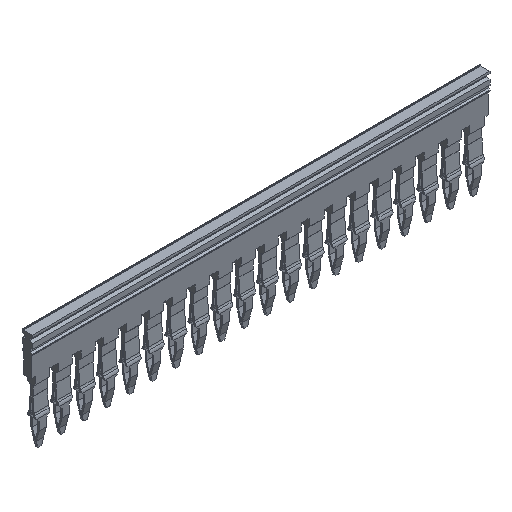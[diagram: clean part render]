
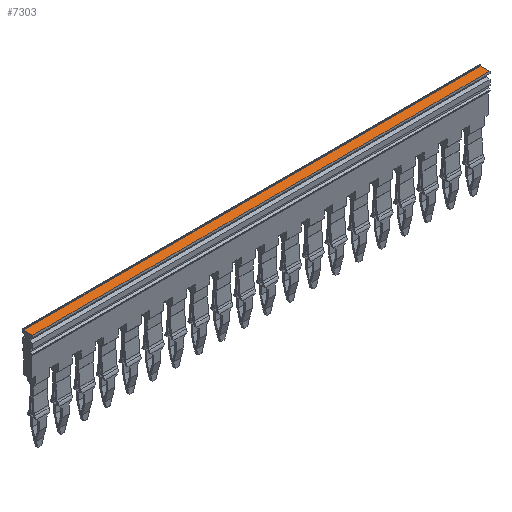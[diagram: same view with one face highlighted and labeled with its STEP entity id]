
A CAD part, isometric view. The second image highlights one B-rep face of the part: STEP entity #7303.
In plain terms, the highlighted planar face has unit normal (0, 0, 1).
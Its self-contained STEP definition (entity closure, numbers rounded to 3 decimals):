
#7271=AXIS2_PLACEMENT_3D('Plane Axis2P3D',#7268,#7269,#7270) ;
#1738=CARTESIAN_POINT('Vertex',(121.98,2.4,27.75)) ;
#1741=CARTESIAN_POINT('Line Origine',(121.98,1.2,27.75)) ;
#1745=CARTESIAN_POINT('Vertex',(121.98,0.,27.75)) ;
#4327=CARTESIAN_POINT('Vertex',(0.,2.4,27.75)) ;
#4330=CARTESIAN_POINT('Line Origine',(60.99,2.4,27.75)) ;
#7096=CARTESIAN_POINT('Line Origine',(57.94,0.,27.75)) ;
#7100=CARTESIAN_POINT('Vertex',(54.89,0.,27.75)) ;
#7102=CARTESIAN_POINT('Vertex',(60.99,0.,27.75)) ;
#7105=CARTESIAN_POINT('Line Origine',(51.84,0.,27.75)) ;
#7109=CARTESIAN_POINT('Vertex',(48.79,0.,27.75)) ;
#7112=CARTESIAN_POINT('Line Origine',(45.74,0.,27.75)) ;
#7116=CARTESIAN_POINT('Vertex',(42.69,0.,27.75)) ;
#7119=CARTESIAN_POINT('Line Origine',(39.64,0.,27.75)) ;
#7123=CARTESIAN_POINT('Vertex',(36.59,0.,27.75)) ;
#7126=CARTESIAN_POINT('Line Origine',(33.54,0.,27.75)) ;
#7130=CARTESIAN_POINT('Vertex',(30.49,0.,27.75)) ;
#7133=CARTESIAN_POINT('Line Origine',(27.44,0.,27.75)) ;
#7137=CARTESIAN_POINT('Vertex',(24.39,0.,27.75)) ;
#7140=CARTESIAN_POINT('Line Origine',(21.34,0.,27.75)) ;
#7144=CARTESIAN_POINT('Vertex',(18.29,0.,27.75)) ;
#7147=CARTESIAN_POINT('Line Origine',(15.24,0.,27.75)) ;
#7151=CARTESIAN_POINT('Vertex',(12.19,0.,27.75)) ;
#7154=CARTESIAN_POINT('Line Origine',(9.14,0.,27.75)) ;
#7158=CARTESIAN_POINT('Vertex',(6.09,0.,27.75)) ;
#7161=CARTESIAN_POINT('Line Origine',(3.045,0.,27.75)) ;
#7165=CARTESIAN_POINT('Vertex',(0.,0.,27.75)) ;
#7173=CARTESIAN_POINT('Line Origine',(118.935,0.,27.75)) ;
#7177=CARTESIAN_POINT('Vertex',(115.89,0.,27.75)) ;
#7180=CARTESIAN_POINT('Line Origine',(112.84,0.,27.75)) ;
#7184=CARTESIAN_POINT('Vertex',(109.79,0.,27.75)) ;
#7187=CARTESIAN_POINT('Line Origine',(106.74,0.,27.75)) ;
#7191=CARTESIAN_POINT('Vertex',(103.69,0.,27.75)) ;
#7194=CARTESIAN_POINT('Line Origine',(100.64,0.,27.75)) ;
#7198=CARTESIAN_POINT('Vertex',(97.59,0.,27.75)) ;
#7201=CARTESIAN_POINT('Line Origine',(94.54,0.,27.75)) ;
#7205=CARTESIAN_POINT('Vertex',(91.49,0.,27.75)) ;
#7208=CARTESIAN_POINT('Line Origine',(88.44,0.,27.75)) ;
#7212=CARTESIAN_POINT('Vertex',(85.39,0.,27.75)) ;
#7215=CARTESIAN_POINT('Line Origine',(82.34,0.,27.75)) ;
#7219=CARTESIAN_POINT('Vertex',(79.29,0.,27.75)) ;
#7222=CARTESIAN_POINT('Line Origine',(76.24,0.,27.75)) ;
#7226=CARTESIAN_POINT('Vertex',(73.19,0.,27.75)) ;
#7229=CARTESIAN_POINT('Line Origine',(70.14,0.,27.75)) ;
#7233=CARTESIAN_POINT('Vertex',(67.09,0.,27.75)) ;
#7236=CARTESIAN_POINT('Line Origine',(64.04,0.,27.75)) ;
#7268=CARTESIAN_POINT('Axis2P3D Location',(3.04,1.4,27.75)) ;
#7273=CARTESIAN_POINT('Line Origine',(0.,1.2,27.75)) ;
#1742=DIRECTION('Vector Direction',(0.,1.,0.)) ;
#4331=DIRECTION('Vector Direction',(-1.,0.,0.)) ;
#7097=DIRECTION('Vector Direction',(1.,0.,0.)) ;
#7106=DIRECTION('Vector Direction',(1.,0.,0.)) ;
#7113=DIRECTION('Vector Direction',(1.,0.,0.)) ;
#7120=DIRECTION('Vector Direction',(1.,0.,0.)) ;
#7127=DIRECTION('Vector Direction',(1.,0.,0.)) ;
#7134=DIRECTION('Vector Direction',(1.,0.,0.)) ;
#7141=DIRECTION('Vector Direction',(1.,0.,0.)) ;
#7148=DIRECTION('Vector Direction',(1.,0.,0.)) ;
#7155=DIRECTION('Vector Direction',(1.,0.,0.)) ;
#7162=DIRECTION('Vector Direction',(1.,0.,0.)) ;
#7174=DIRECTION('Vector Direction',(1.,0.,0.)) ;
#7181=DIRECTION('Vector Direction',(1.,0.,0.)) ;
#7188=DIRECTION('Vector Direction',(1.,0.,0.)) ;
#7195=DIRECTION('Vector Direction',(1.,0.,0.)) ;
#7202=DIRECTION('Vector Direction',(1.,0.,0.)) ;
#7209=DIRECTION('Vector Direction',(1.,0.,0.)) ;
#7216=DIRECTION('Vector Direction',(1.,0.,0.)) ;
#7223=DIRECTION('Vector Direction',(1.,0.,0.)) ;
#7230=DIRECTION('Vector Direction',(1.,0.,0.)) ;
#7237=DIRECTION('Vector Direction',(1.,0.,0.)) ;
#7269=DIRECTION('Axis2P3D Direction',(0.,0.,1.)) ;
#7270=DIRECTION('Axis2P3D XDirection',(1.,0.,0.)) ;
#7274=DIRECTION('Vector Direction',(0.,1.,0.)) ;
#1743=VECTOR('Line Direction',#1742,1.) ;
#4332=VECTOR('Line Direction',#4331,1.) ;
#7098=VECTOR('Line Direction',#7097,1.) ;
#7107=VECTOR('Line Direction',#7106,1.) ;
#7114=VECTOR('Line Direction',#7113,1.) ;
#7121=VECTOR('Line Direction',#7120,1.) ;
#7128=VECTOR('Line Direction',#7127,1.) ;
#7135=VECTOR('Line Direction',#7134,1.) ;
#7142=VECTOR('Line Direction',#7141,1.) ;
#7149=VECTOR('Line Direction',#7148,1.) ;
#7156=VECTOR('Line Direction',#7155,1.) ;
#7163=VECTOR('Line Direction',#7162,1.) ;
#7175=VECTOR('Line Direction',#7174,1.) ;
#7182=VECTOR('Line Direction',#7181,1.) ;
#7189=VECTOR('Line Direction',#7188,1.) ;
#7196=VECTOR('Line Direction',#7195,1.) ;
#7203=VECTOR('Line Direction',#7202,1.) ;
#7210=VECTOR('Line Direction',#7209,1.) ;
#7217=VECTOR('Line Direction',#7216,1.) ;
#7224=VECTOR('Line Direction',#7223,1.) ;
#7231=VECTOR('Line Direction',#7230,1.) ;
#7238=VECTOR('Line Direction',#7237,1.) ;
#7275=VECTOR('Line Direction',#7274,1.) ;
#7279=ORIENTED_EDGE('',*,*,#7240,.T.) ;
#7280=ORIENTED_EDGE('',*,*,#7235,.T.) ;
#7281=ORIENTED_EDGE('',*,*,#7228,.T.) ;
#7282=ORIENTED_EDGE('',*,*,#7221,.T.) ;
#7283=ORIENTED_EDGE('',*,*,#7214,.T.) ;
#7284=ORIENTED_EDGE('',*,*,#7207,.T.) ;
#7285=ORIENTED_EDGE('',*,*,#7200,.T.) ;
#7286=ORIENTED_EDGE('',*,*,#7193,.T.) ;
#7287=ORIENTED_EDGE('',*,*,#7186,.T.) ;
#7288=ORIENTED_EDGE('',*,*,#7179,.T.) ;
#7289=ORIENTED_EDGE('',*,*,#1747,.T.) ;
#7290=ORIENTED_EDGE('',*,*,#4334,.F.) ;
#7291=ORIENTED_EDGE('',*,*,#7277,.F.) ;
#7292=ORIENTED_EDGE('',*,*,#7167,.T.) ;
#7293=ORIENTED_EDGE('',*,*,#7160,.T.) ;
#7294=ORIENTED_EDGE('',*,*,#7153,.T.) ;
#7295=ORIENTED_EDGE('',*,*,#7146,.T.) ;
#7296=ORIENTED_EDGE('',*,*,#7139,.T.) ;
#7297=ORIENTED_EDGE('',*,*,#7132,.T.) ;
#7298=ORIENTED_EDGE('',*,*,#7125,.T.) ;
#7299=ORIENTED_EDGE('',*,*,#7118,.T.) ;
#7300=ORIENTED_EDGE('',*,*,#7111,.T.) ;
#7301=ORIENTED_EDGE('',*,*,#7104,.T.) ;
#7303=ADVANCED_FACE('Hauptkoerper',(#7302),#7272,.T.) ;
#1747=EDGE_CURVE('',#1746,#1739,#1744,.T.) ;
#4334=EDGE_CURVE('',#4328,#1739,#4333,.F.) ;
#7104=EDGE_CURVE('',#7101,#7103,#7099,.T.) ;
#7111=EDGE_CURVE('',#7110,#7101,#7108,.T.) ;
#7118=EDGE_CURVE('',#7117,#7110,#7115,.T.) ;
#7125=EDGE_CURVE('',#7124,#7117,#7122,.T.) ;
#7132=EDGE_CURVE('',#7131,#7124,#7129,.T.) ;
#7139=EDGE_CURVE('',#7138,#7131,#7136,.T.) ;
#7146=EDGE_CURVE('',#7145,#7138,#7143,.T.) ;
#7153=EDGE_CURVE('',#7152,#7145,#7150,.T.) ;
#7160=EDGE_CURVE('',#7159,#7152,#7157,.T.) ;
#7167=EDGE_CURVE('',#7166,#7159,#7164,.T.) ;
#7179=EDGE_CURVE('',#7178,#1746,#7176,.T.) ;
#7186=EDGE_CURVE('',#7185,#7178,#7183,.T.) ;
#7193=EDGE_CURVE('',#7192,#7185,#7190,.T.) ;
#7200=EDGE_CURVE('',#7199,#7192,#7197,.T.) ;
#7207=EDGE_CURVE('',#7206,#7199,#7204,.T.) ;
#7214=EDGE_CURVE('',#7213,#7206,#7211,.T.) ;
#7221=EDGE_CURVE('',#7220,#7213,#7218,.T.) ;
#7228=EDGE_CURVE('',#7227,#7220,#7225,.T.) ;
#7235=EDGE_CURVE('',#7234,#7227,#7232,.T.) ;
#7240=EDGE_CURVE('',#7103,#7234,#7239,.T.) ;
#7277=EDGE_CURVE('',#7166,#4328,#7276,.T.) ;
#7278=EDGE_LOOP('',(#7279,#7280,#7281,#7282,#7283,#7284,#7285,#7286,#7287,#7288,#7289,#7290,#7291,#7292,#7293,#7294,#7295,#7296,#7297,#7298,#7299,#7300,#7301)) ;
#7302=FACE_OUTER_BOUND('',#7278,.T.) ;
#1744=LINE('Line',#1741,#1743) ;
#4333=LINE('Line',#4330,#4332) ;
#7099=LINE('Line',#7096,#7098) ;
#7108=LINE('Line',#7105,#7107) ;
#7115=LINE('Line',#7112,#7114) ;
#7122=LINE('Line',#7119,#7121) ;
#7129=LINE('Line',#7126,#7128) ;
#7136=LINE('Line',#7133,#7135) ;
#7143=LINE('Line',#7140,#7142) ;
#7150=LINE('Line',#7147,#7149) ;
#7157=LINE('Line',#7154,#7156) ;
#7164=LINE('Line',#7161,#7163) ;
#7176=LINE('Line',#7173,#7175) ;
#7183=LINE('Line',#7180,#7182) ;
#7190=LINE('Line',#7187,#7189) ;
#7197=LINE('Line',#7194,#7196) ;
#7204=LINE('Line',#7201,#7203) ;
#7211=LINE('Line',#7208,#7210) ;
#7218=LINE('Line',#7215,#7217) ;
#7225=LINE('Line',#7222,#7224) ;
#7232=LINE('Line',#7229,#7231) ;
#7239=LINE('Line',#7236,#7238) ;
#7276=LINE('Line',#7273,#7275) ;
#7272=PLANE('',#7271) ;
#1739=VERTEX_POINT('',#1738) ;
#1746=VERTEX_POINT('',#1745) ;
#4328=VERTEX_POINT('',#4327) ;
#7101=VERTEX_POINT('',#7100) ;
#7103=VERTEX_POINT('',#7102) ;
#7110=VERTEX_POINT('',#7109) ;
#7117=VERTEX_POINT('',#7116) ;
#7124=VERTEX_POINT('',#7123) ;
#7131=VERTEX_POINT('',#7130) ;
#7138=VERTEX_POINT('',#7137) ;
#7145=VERTEX_POINT('',#7144) ;
#7152=VERTEX_POINT('',#7151) ;
#7159=VERTEX_POINT('',#7158) ;
#7166=VERTEX_POINT('',#7165) ;
#7178=VERTEX_POINT('',#7177) ;
#7185=VERTEX_POINT('',#7184) ;
#7192=VERTEX_POINT('',#7191) ;
#7199=VERTEX_POINT('',#7198) ;
#7206=VERTEX_POINT('',#7205) ;
#7213=VERTEX_POINT('',#7212) ;
#7220=VERTEX_POINT('',#7219) ;
#7227=VERTEX_POINT('',#7226) ;
#7234=VERTEX_POINT('',#7233) ;
